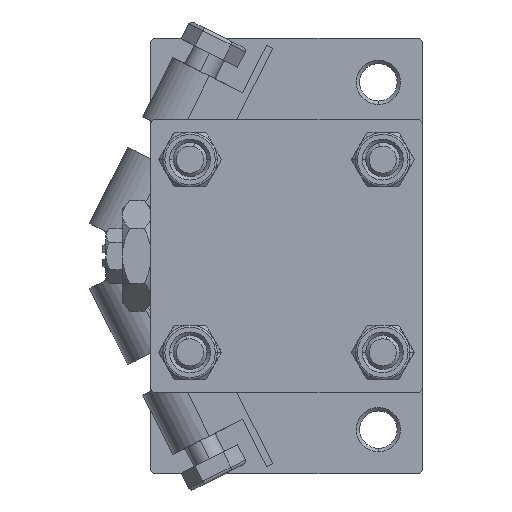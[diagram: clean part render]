
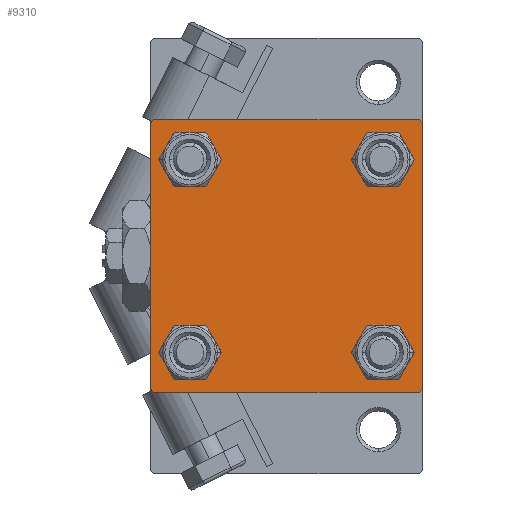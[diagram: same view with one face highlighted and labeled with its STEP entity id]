
A CAD part, left-side view. The second image highlights one B-rep face of the part: STEP entity #9310.
In plain terms, the highlighted planar face has unit normal (-1, 0, 0).
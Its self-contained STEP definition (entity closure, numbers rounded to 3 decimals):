
#545 = DIRECTION ( 'NONE',  ( 1., 0., 0. ) ) ;
#1197 = ORIENTED_EDGE ( 'NONE', *, *, #5258, .T. ) ;
#2968 = CARTESIAN_POINT ( 'NONE',  ( 0., -14.15, -14.15 ) ) ;
#2970 = ORIENTED_EDGE ( 'NONE', *, *, #38484, .F. ) ;
#3818 = EDGE_CURVE ( 'NONE', #14710, #9846, #23839, .T. ) ;
#4095 = CARTESIAN_POINT ( 'NONE',  ( 0., -14.15, 17.15 ) ) ;
#4612 = DIRECTION ( 'NONE',  ( 0., 0., 1. ) ) ;
#5020 = DIRECTION ( 'NONE',  ( 1., 0., 0. ) ) ;
#5039 = EDGE_CURVE ( 'NONE', #9846, #14710, #13257, .T. ) ;
#5258 = EDGE_CURVE ( 'NONE', #36074, #29881, #16991, .T. ) ;
#5316 = EDGE_CURVE ( 'NONE', #19263, #36074, #49805, .T. ) ;
#6659 = CARTESIAN_POINT ( 'NONE',  ( 0., 19.75, 19.75 ) ) ;
#7299 = AXIS2_PLACEMENT_3D ( 'NONE', #30845, #15204, #18525 ) ;
#7682 = CARTESIAN_POINT ( 'NONE',  ( 0., 20., -19.5 ) ) ;
#8118 = EDGE_CURVE ( 'NONE', #16271, #40024, #35946, .T. ) ;
#8282 = AXIS2_PLACEMENT_3D ( 'NONE', #43686, #39838, #32128 ) ;
#8497 = CIRCLE ( 'NONE', #45379, 3. ) ;
#8521 = EDGE_CURVE ( 'NONE', #35281, #12503, #43694, .T. ) ;
#8687 = CARTESIAN_POINT ( 'NONE',  ( 0., -14.15, 14.15 ) ) ;
#8740 = EDGE_CURVE ( 'NONE', #12503, #35281, #8497, .T. ) ;
#8784 = CARTESIAN_POINT ( 'NONE',  ( 0., 14.15, -14.15 ) ) ;
#8955 = CARTESIAN_POINT ( 'NONE',  ( 0., -20., 19.5 ) ) ;
#8959 = CARTESIAN_POINT ( 'NONE',  ( 0., 19.5, -20. ) ) ;
#9261 = CARTESIAN_POINT ( 'NONE',  ( 0., 14.15, 14.15 ) ) ;
#9310 = ADVANCED_FACE ( 'NONE', ( #10456, #41762, #33568, #22004, #25845 ), #37415, .T. ) ;
#9317 = LINE ( 'NONE', #48828, #40082 ) ;
#9846 = VERTEX_POINT ( 'NONE', #31100 ) ;
#10299 = EDGE_LOOP ( 'NONE', ( #27546, #26700 ) ) ;
#10456 = FACE_BOUND ( 'NONE', #34192, .T. ) ;
#10909 = VECTOR ( 'NONE', #13104, 1000. ) ;
#10936 = EDGE_CURVE ( 'NONE', #29881, #16271, #32671, .T. ) ;
#11047 = ORIENTED_EDGE ( 'NONE', *, *, #8521, .T. ) ;
#11440 = ORIENTED_EDGE ( 'NONE', *, *, #5039, .T. ) ;
#11501 = CARTESIAN_POINT ( 'NONE',  ( 0., -14.15, 11.15 ) ) ;
#12503 = VERTEX_POINT ( 'NONE', #4095 ) ;
#12569 = CARTESIAN_POINT ( 'NONE',  ( 0., 14.15, 14.15 ) ) ;
#12592 = CARTESIAN_POINT ( 'NONE',  ( 0., -19.75, -19.75 ) ) ;
#12629 = DIRECTION ( 'NONE',  ( 0., 0., 1. ) ) ;
#12783 = DIRECTION ( 'NONE',  ( 0., 0., 1. ) ) ;
#13104 = DIRECTION ( 'NONE',  ( 0., -0.707, 0.707 ) ) ;
#13257 = CIRCLE ( 'NONE', #43589, 3. ) ;
#14120 = CARTESIAN_POINT ( 'NONE',  ( 0., 14.15, -11.15 ) ) ;
#14665 = CARTESIAN_POINT ( 'NONE',  ( 0., 20., 20. ) ) ;
#14710 = VERTEX_POINT ( 'NONE', #43573 ) ;
#14858 = CARTESIAN_POINT ( 'NONE',  ( 0., 14.15, 17.15 ) ) ;
#15055 = AXIS2_PLACEMENT_3D ( 'NONE', #37668, #37915, #34063 ) ;
#15204 = DIRECTION ( 'NONE',  ( 1., 0., 0. ) ) ;
#15539 = CARTESIAN_POINT ( 'NONE',  ( 0., 14.15, -17.15 ) ) ;
#16271 = VERTEX_POINT ( 'NONE', #34502 ) ;
#16841 = EDGE_CURVE ( 'NONE', #31190, #50544, #28334, .T. ) ;
#16852 = ORIENTED_EDGE ( 'NONE', *, *, #22595, .T. ) ;
#16991 = LINE ( 'NONE', #40604, #32921 ) ;
#17142 = CARTESIAN_POINT ( 'NONE',  ( 0., 20., 19.5 ) ) ;
#17572 = VECTOR ( 'NONE', #33187, 1000. ) ;
#17624 = LINE ( 'NONE', #36115, #35208 ) ;
#18525 = DIRECTION ( 'NONE',  ( 0., 0., 1. ) ) ;
#19263 = VERTEX_POINT ( 'NONE', #17142 ) ;
#19373 = ORIENTED_EDGE ( 'NONE', *, *, #8740, .T. ) ;
#19916 = ORIENTED_EDGE ( 'NONE', *, *, #33716, .F. ) ;
#20160 = DIRECTION ( 'NONE',  ( 0., 0., 1. ) ) ;
#20956 = DIRECTION ( 'NONE',  ( 0., -1., 0. ) ) ;
#21561 = AXIS2_PLACEMENT_3D ( 'NONE', #8687, #24829, #12783 ) ;
#21719 = ORIENTED_EDGE ( 'NONE', *, *, #8118, .T. ) ;
#22004 = FACE_BOUND ( 'NONE', #10299, .T. ) ;
#22595 = EDGE_CURVE ( 'NONE', #38849, #19263, #49500, .T. ) ;
#23839 = CIRCLE ( 'NONE', #8282, 3. ) ;
#24829 = DIRECTION ( 'NONE',  ( 1., 0., 0. ) ) ;
#24969 = DIRECTION ( 'NONE',  ( 0., 0., -1. ) ) ;
#25716 = CARTESIAN_POINT ( 'NONE',  ( 0., 20., -20. ) ) ;
#25845 = FACE_OUTER_BOUND ( 'NONE', #44488, .T. ) ;
#26700 = ORIENTED_EDGE ( 'NONE', *, *, #16841, .T. ) ;
#27067 = CIRCLE ( 'NONE', #46748, 3. ) ;
#27546 = ORIENTED_EDGE ( 'NONE', *, *, #41531, .T. ) ;
#27781 = DIRECTION ( 'NONE',  ( 1., 0., 0. ) ) ;
#27795 = CIRCLE ( 'NONE', #7299, 3. ) ;
#28334 = CIRCLE ( 'NONE', #46365, 3. ) ;
#29298 = DIRECTION ( 'NONE',  ( 0., 0., -1. ) ) ;
#29658 = VECTOR ( 'NONE', #29298, 1000. ) ;
#29881 = VERTEX_POINT ( 'NONE', #8959 ) ;
#30364 = DIRECTION ( 'NONE',  ( 0., 0.707, 0.707 ) ) ;
#30845 = CARTESIAN_POINT ( 'NONE',  ( 0., 14.15, -14.15 ) ) ;
#31100 = CARTESIAN_POINT ( 'NONE',  ( 0., -14.15, -17.15 ) ) ;
#31190 = VERTEX_POINT ( 'NONE', #46216 ) ;
#31814 = VECTOR ( 'NONE', #50275, 1000. ) ;
#31967 = CARTESIAN_POINT ( 'NONE',  ( 0., -14.15, 14.15 ) ) ;
#32081 = VECTOR ( 'NONE', #30364, 1000. ) ;
#32128 = DIRECTION ( 'NONE',  ( 0., 0., 1. ) ) ;
#32196 = VERTEX_POINT ( 'NONE', #33100 ) ;
#32671 = LINE ( 'NONE', #25716, #17572 ) ;
#32921 = VECTOR ( 'NONE', #36239, 1000. ) ;
#33100 = CARTESIAN_POINT ( 'NONE',  ( 0., -19.5, 20. ) ) ;
#33187 = DIRECTION ( 'NONE',  ( 0., -1., 0. ) ) ;
#33568 = FACE_BOUND ( 'NONE', #45153, .T. ) ;
#33716 = EDGE_CURVE ( 'NONE', #48527, #40024, #9317, .T. ) ;
#34063 = DIRECTION ( 'NONE',  ( 0., 0., 1. ) ) ;
#34192 = EDGE_LOOP ( 'NONE', ( #19373, #11047 ) ) ;
#34282 = DIRECTION ( 'NONE',  ( 0., 0., 1. ) ) ;
#34502 = CARTESIAN_POINT ( 'NONE',  ( 0., -19.5, -20. ) ) ;
#34735 = CARTESIAN_POINT ( 'NONE',  ( 0., -19.75, 19.75 ) ) ;
#35089 = ORIENTED_EDGE ( 'NONE', *, *, #5316, .T. ) ;
#35208 = VECTOR ( 'NONE', #20956, 1000. ) ;
#35281 = VERTEX_POINT ( 'NONE', #11501 ) ;
#35946 = LINE ( 'NONE', #12592, #10909 ) ;
#36074 = VERTEX_POINT ( 'NONE', #7682 ) ;
#36115 = CARTESIAN_POINT ( 'NONE',  ( 0., 20., 20. ) ) ;
#36239 = DIRECTION ( 'NONE',  ( 0., -0.707, -0.707 ) ) ;
#36925 = ORIENTED_EDGE ( 'NONE', *, *, #37716, .T. ) ;
#37275 = CARTESIAN_POINT ( 'NONE',  ( 0., -20., -19.5 ) ) ;
#37415 = PLANE ( 'NONE',  #15055 ) ;
#37668 = CARTESIAN_POINT ( 'NONE',  ( 0., 0., 0. ) ) ;
#37716 = EDGE_CURVE ( 'NONE', #40251, #42048, #27795, .T. ) ;
#37915 = DIRECTION ( 'NONE',  ( -1., 0., 0. ) ) ;
#38075 = LINE ( 'NONE', #34735, #32081 ) ;
#38484 = EDGE_CURVE ( 'NONE', #38849, #32196, #17624, .T. ) ;
#38849 = VERTEX_POINT ( 'NONE', #46027 ) ;
#39773 = DIRECTION ( 'NONE',  ( 1., 0., 0. ) ) ;
#39838 = DIRECTION ( 'NONE',  ( 1., 0., 0. ) ) ;
#40024 = VERTEX_POINT ( 'NONE', #37275 ) ;
#40082 = VECTOR ( 'NONE', #24969, 1000. ) ;
#40088 = DIRECTION ( 'NONE',  ( 1., 0., 0. ) ) ;
#40251 = VERTEX_POINT ( 'NONE', #14120 ) ;
#40604 = CARTESIAN_POINT ( 'NONE',  ( 0., 19.75, -19.75 ) ) ;
#41072 = EDGE_CURVE ( 'NONE', #42048, #40251, #27067, .T. ) ;
#41531 = EDGE_CURVE ( 'NONE', #50544, #31190, #42715, .T. ) ;
#41762 = FACE_BOUND ( 'NONE', #49720, .T. ) ;
#42048 = VERTEX_POINT ( 'NONE', #15539 ) ;
#42345 = EDGE_CURVE ( 'NONE', #48527, #32196, #38075, .T. ) ;
#42715 = CIRCLE ( 'NONE', #44325, 3. ) ;
#43573 = CARTESIAN_POINT ( 'NONE',  ( 0., -14.15, -11.15 ) ) ;
#43589 = AXIS2_PLACEMENT_3D ( 'NONE', #2968, #27781, #34282 ) ;
#43612 = ORIENTED_EDGE ( 'NONE', *, *, #41072, .T. ) ;
#43686 = CARTESIAN_POINT ( 'NONE',  ( 0., -14.15, -14.15 ) ) ;
#43694 = CIRCLE ( 'NONE', #21561, 3. ) ;
#44325 = AXIS2_PLACEMENT_3D ( 'NONE', #12569, #39773, #4612 ) ;
#44488 = EDGE_LOOP ( 'NONE', ( #35089, #1197, #50791, #21719, #19916, #46596, #2970, #16852 ) ) ;
#45153 = EDGE_LOOP ( 'NONE', ( #36925, #43612 ) ) ;
#45379 = AXIS2_PLACEMENT_3D ( 'NONE', #31967, #5020, #20160 ) ;
#45628 = ORIENTED_EDGE ( 'NONE', *, *, #3818, .T. ) ;
#46027 = CARTESIAN_POINT ( 'NONE',  ( 0., 19.5, 20. ) ) ;
#46216 = CARTESIAN_POINT ( 'NONE',  ( 0., 14.15, 11.15 ) ) ;
#46365 = AXIS2_PLACEMENT_3D ( 'NONE', #9261, #545, #48255 ) ;
#46596 = ORIENTED_EDGE ( 'NONE', *, *, #42345, .T. ) ;
#46748 = AXIS2_PLACEMENT_3D ( 'NONE', #8784, #40088, #12629 ) ;
#48255 = DIRECTION ( 'NONE',  ( 0., 0., 1. ) ) ;
#48527 = VERTEX_POINT ( 'NONE', #8955 ) ;
#48828 = CARTESIAN_POINT ( 'NONE',  ( 0., -20., 20. ) ) ;
#49500 = LINE ( 'NONE', #6659, #31814 ) ;
#49720 = EDGE_LOOP ( 'NONE', ( #45628, #11440 ) ) ;
#49805 = LINE ( 'NONE', #14665, #29658 ) ;
#50275 = DIRECTION ( 'NONE',  ( 0., 0.707, -0.707 ) ) ;
#50544 = VERTEX_POINT ( 'NONE', #14858 ) ;
#50791 = ORIENTED_EDGE ( 'NONE', *, *, #10936, .T. ) ;
